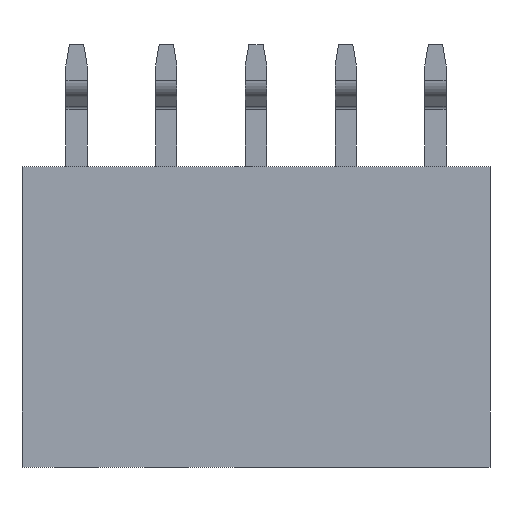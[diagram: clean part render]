
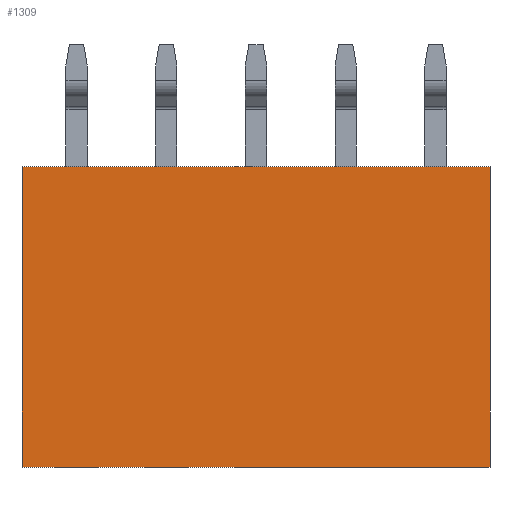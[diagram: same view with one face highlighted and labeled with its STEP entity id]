
A CAD part, front view. The second image highlights one B-rep face of the part: STEP entity #1309.
In plain terms, the highlighted planar face has unit normal (0, -1, 0).
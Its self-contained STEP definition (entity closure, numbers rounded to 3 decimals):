
#38 = FACE_OUTER_BOUND ( 'NONE', #518, .T. ) ;
#66 = DIRECTION ( 'NONE',  ( -1., 0., 0. ) ) ;
#106 = VERTEX_POINT ( 'NONE', #934 ) ;
#141 = VECTOR ( 'NONE', #751, 1000. ) ;
#151 = CARTESIAN_POINT ( 'NONE',  ( -6.625, 0., -6.225 ) ) ;
#173 = VERTEX_POINT ( 'NONE', #592 ) ;
#350 = CARTESIAN_POINT ( 'NONE',  ( 6.625, 0., 2.275 ) ) ;
#374 = VERTEX_POINT ( 'NONE', #1157 ) ;
#382 = LINE ( 'NONE', #533, #1408 ) ;
#423 = ORIENTED_EDGE ( 'NONE', *, *, #898, .F. ) ;
#439 = DIRECTION ( 'NONE',  ( 0., 1., 0. ) ) ;
#440 = VECTOR ( 'NONE', #585, 1000. ) ;
#475 = CARTESIAN_POINT ( 'NONE',  ( 6.625, 0., -6.225 ) ) ;
#518 = EDGE_LOOP ( 'NONE', ( #423, #959, #985, #1345 ) ) ;
#533 = CARTESIAN_POINT ( 'NONE',  ( -6.625, 0., -6.225 ) ) ;
#585 = DIRECTION ( 'NONE',  ( 0., 0., -1. ) ) ;
#592 = CARTESIAN_POINT ( 'NONE',  ( -6.625, 0., 2.275 ) ) ;
#674 = EDGE_CURVE ( 'NONE', #1190, #173, #382, .T. ) ;
#751 = DIRECTION ( 'NONE',  ( 1., 0., 0. ) ) ;
#773 = LINE ( 'NONE', #1526, #141 ) ;
#778 = DIRECTION ( 'NONE',  ( 0., 0., 1. ) ) ;
#898 = EDGE_CURVE ( 'NONE', #374, #106, #1086, .T. ) ;
#934 = CARTESIAN_POINT ( 'NONE',  ( 6.625, 0., -6.225 ) ) ;
#959 = ORIENTED_EDGE ( 'NONE', *, *, #1545, .F. ) ;
#985 = ORIENTED_EDGE ( 'NONE', *, *, #674, .F. ) ;
#1086 = LINE ( 'NONE', #350, #440 ) ;
#1157 = CARTESIAN_POINT ( 'NONE',  ( 6.625, 0., 2.275 ) ) ;
#1169 = DIRECTION ( 'NONE',  ( 0., 0., 1. ) ) ;
#1190 = VERTEX_POINT ( 'NONE', #151 ) ;
#1228 = LINE ( 'NONE', #475, #1292 ) ;
#1292 = VECTOR ( 'NONE', #66, 1000. ) ;
#1309 = ADVANCED_FACE ( 'NONE', ( #38 ), #1554, .F. ) ;
#1345 = ORIENTED_EDGE ( 'NONE', *, *, #1437, .F. ) ;
#1408 = VECTOR ( 'NONE', #778, 1000. ) ;
#1437 = EDGE_CURVE ( 'NONE', #106, #1190, #1228, .T. ) ;
#1526 = CARTESIAN_POINT ( 'NONE',  ( -6.625, 0., 2.275 ) ) ;
#1545 = EDGE_CURVE ( 'NONE', #173, #374, #773, .T. ) ;
#1554 = PLANE ( 'NONE',  #1646 ) ;
#1585 = CARTESIAN_POINT ( 'NONE',  ( 0., 0., 0. ) ) ;
#1646 = AXIS2_PLACEMENT_3D ( 'NONE', #1585, #439, #1169 ) ;
